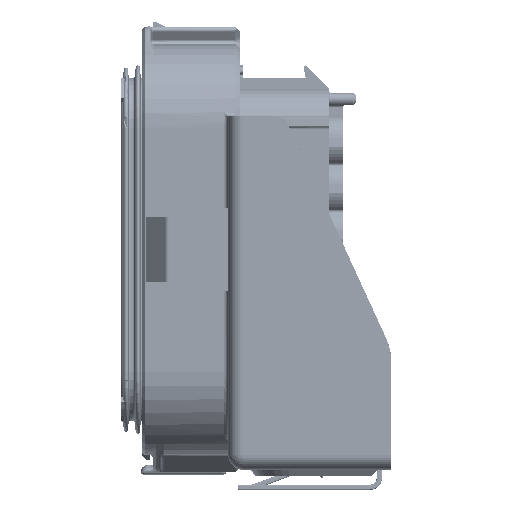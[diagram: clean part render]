
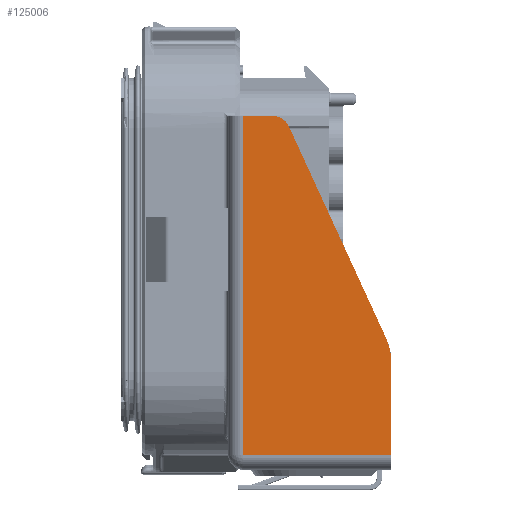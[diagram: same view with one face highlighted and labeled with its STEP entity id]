
A CAD part, left-side view. The second image highlights one B-rep face of the part: STEP entity #125006.
In plain terms, the highlighted planar face has unit normal (-1, 0, 0).
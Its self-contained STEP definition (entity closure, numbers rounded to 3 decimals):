
#3198=DIRECTION('',(0.,0.,1.));
#3199=VECTOR('',#3198,15.5);
#3200=CARTESIAN_POINT('',(-81.5,-36.,-34.55));
#3201=LINE('',#3200,#3199);
#3854=DIRECTION('',(0.,0.,1.));
#3855=VECTOR('',#3854,57.05);
#3856=CARTESIAN_POINT('',(-81.5,-11.,-34.55));
#3857=LINE('',#3856,#3855);
#3858=CARTESIAN_POINT('',(-81.5,-16.,19.5));
#3859=DIRECTION('',(1.,0.,0.));
#3860=DIRECTION('',(0.,0.,1.));
#3861=AXIS2_PLACEMENT_3D('',#3858,#3859,#3860);
#3863=DIRECTION('',(0.,-0.417,-0.909));
#3864=VECTOR('',#3863,39.206);
#3865=CARTESIAN_POINT('',(-81.5,-18.726,20.752));
#3866=LINE('',#3865,#3864);
#3867=CARTESIAN_POINT('',(-81.5,-26.,-19.05));
#3868=DIRECTION('',(1.,0.,0.));
#3869=DIRECTION('',(0.,-0.909,0.417));
#3870=AXIS2_PLACEMENT_3D('',#3867,#3868,#3869);
#3872=DIRECTION('',(0.,-1.,0.));
#3873=VECTOR('',#3872,25.);
#3874=CARTESIAN_POINT('',(-81.5,-11.,-34.55));
#3875=LINE('',#3874,#3873);
#3881=DIRECTION('',(0.,1.,0.));
#3882=VECTOR('',#3881,5.);
#3883=CARTESIAN_POINT('',(-81.5,-16.,22.5));
#3884=LINE('',#3883,#3882);
#112366=CARTESIAN_POINT('',(-81.5,-18.726,20.752));
#112367=CARTESIAN_POINT('',(-81.5,-35.088,-14.877));
#112368=VERTEX_POINT('',#112366);
#112369=VERTEX_POINT('',#112367);
#112370=CARTESIAN_POINT('',(-81.5,-16.,22.5));
#112371=VERTEX_POINT('',#112370);
#112372=CARTESIAN_POINT('',(-81.5,-36.,-19.05));
#112373=VERTEX_POINT('',#112372);
#112380=CARTESIAN_POINT('',(-81.5,-36.,-34.55));
#112382=VERTEX_POINT('',#112380);
#112387=CARTESIAN_POINT('',(-81.5,-11.,22.5));
#112389=VERTEX_POINT('',#112387);
#112390=CARTESIAN_POINT('',(-81.5,-11.,-34.55));
#112391=VERTEX_POINT('',#112390);
#124987=CARTESIAN_POINT('',(-81.5,-36.,-37.05));
#124988=DIRECTION('',(1.,0.,0.));
#124989=DIRECTION('',(0.,0.,1.));
#124990=AXIS2_PLACEMENT_3D('',#124987,#124988,#124989);
#124991=PLANE('',#124990);
#124993=ORIENTED_EDGE('',*,*,#124992,.T.);
#124995=ORIENTED_EDGE('',*,*,#124994,.F.);
#124997=ORIENTED_EDGE('',*,*,#124996,.T.);
#124999=ORIENTED_EDGE('',*,*,#124998,.T.);
#125001=ORIENTED_EDGE('',*,*,#125000,.T.);
#125002=ORIENTED_EDGE('',*,*,#124076,.F.);
#125003=ORIENTED_EDGE('',*,*,#124980,.F.);
#125004=EDGE_LOOP('',(#124993,#124995,#124997,#124999,#125001,#125002,#125003));
#125005=FACE_OUTER_BOUND('',#125004,.F.);
#125006=ADVANCED_FACE('',(#125005),#124991,.F.);
#3862=CIRCLE('',#3861,3.);
#3871=CIRCLE('',#3870,10.);
#124076=EDGE_CURVE('',#112382,#112373,#3201,.T.);
#124980=EDGE_CURVE('',#112391,#112382,#3875,.T.);
#124992=EDGE_CURVE('',#112391,#112389,#3857,.T.);
#124994=EDGE_CURVE('',#112371,#112389,#3884,.T.);
#124996=EDGE_CURVE('',#112371,#112368,#3862,.T.);
#124998=EDGE_CURVE('',#112368,#112369,#3866,.T.);
#125000=EDGE_CURVE('',#112369,#112373,#3871,.T.);
